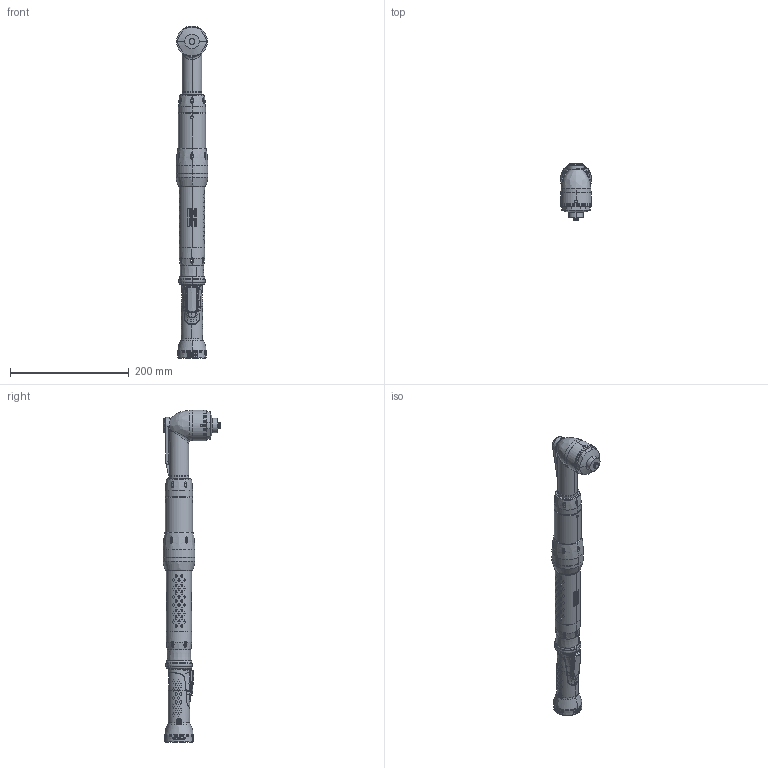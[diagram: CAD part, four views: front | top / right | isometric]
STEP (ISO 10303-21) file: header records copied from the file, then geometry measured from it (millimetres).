
FILE_DESCRIPTION((''),'2;1');
FILE_NAME('EXT_COMP_SW0005','2024-09-03T15:59:15',('INEdipo'),(''),'CREO PARAMETRIC BY PTC INC, 2022414','CREO PARAMETRIC BY PTC INC, 2022414','');
FILE_SCHEMA(('CONFIG_CONTROL_DESIGN'));
Length unit declared in the file: inch
Products named in the file (1): EXT_COMP_SW0005
Bounding box: 53 x 96.7 x 558.35 mm (x, y, z)
Volume: 823825.1 mm3; surface area: 109869.1 mm2
Topology: 3 solids, 3 shells, 2727 faces, 7351 edges, 4812 vertices
Faces by surface type: bspline 996, plane 858, cylinder 333, cone 234, extrusion 204, torus 81, revolution 17, sphere 4
Entity records: 170758 total; most frequent: CARTESIAN_POINT 112607, ORIENTED_EDGE 14698, DIRECTION 7432, EDGE_CURVE 7349, VERTEX_POINT 4812, B_SPLINE_CURVE_WITH_KNOTS 4239, EDGE_LOOP 2929, FACE_OUTER_BOUND 2727
